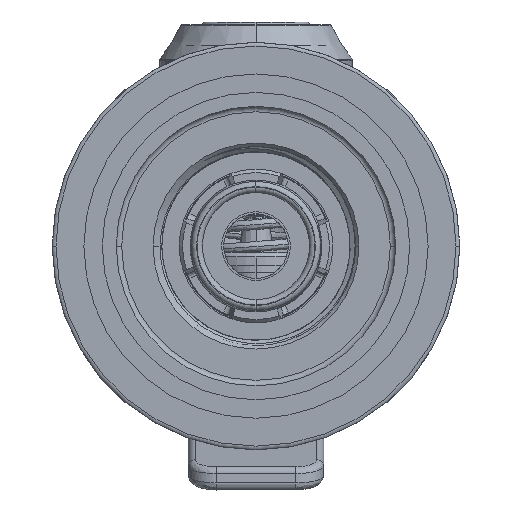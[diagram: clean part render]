
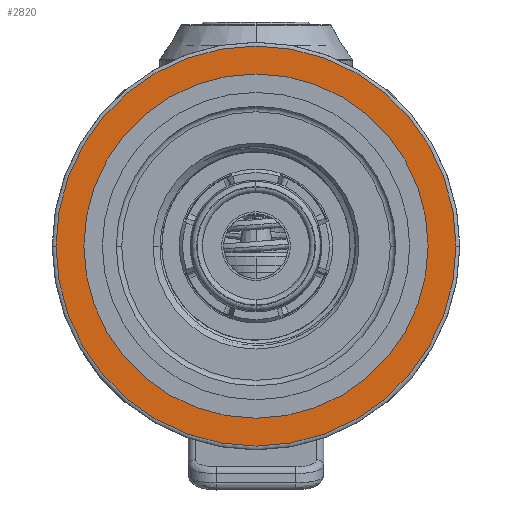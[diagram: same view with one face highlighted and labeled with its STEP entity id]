
A CAD part, front view. The second image highlights one B-rep face of the part: STEP entity #2820.
In plain terms, the highlighted planar face has unit normal (0, -1, 0).
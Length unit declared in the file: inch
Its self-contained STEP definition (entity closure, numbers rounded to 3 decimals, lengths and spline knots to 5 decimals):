
#966=CARTESIAN_POINT('',(0.,0.,0.));
#967=DIRECTION('',(0.,-1.,0.));
#968=DIRECTION('',(0.,0.,1.));
#969=AXIS2_PLACEMENT_3D('',#966,#967,#968);
#971=CARTESIAN_POINT('',(0.,0.,0.));
#972=DIRECTION('',(0.,-1.,0.));
#973=DIRECTION('',(0.,0.,-1.));
#974=AXIS2_PLACEMENT_3D('',#971,#972,#973);
#976=CARTESIAN_POINT('',(0.,0.,0.));
#977=DIRECTION('',(0.,1.,0.));
#978=DIRECTION('',(1.,0.,0.));
#979=AXIS2_PLACEMENT_3D('',#976,#977,#978);
#981=CARTESIAN_POINT('',(0.,0.,0.));
#982=DIRECTION('',(0.,1.,0.));
#983=DIRECTION('',(-1.,0.,0.));
#984=AXIS2_PLACEMENT_3D('',#981,#982,#983);
#1394=CARTESIAN_POINT('',(0.,0.,0.9795));
#1395=CARTESIAN_POINT('',(0.,0.,-0.9795));
#1396=VERTEX_POINT('',#1394);
#1397=VERTEX_POINT('',#1395);
#1417=CARTESIAN_POINT('',(1.13812,0.,0.));
#1418=CARTESIAN_POINT('',(-1.13812,0.,0.));
#1419=VERTEX_POINT('',#1417);
#1420=VERTEX_POINT('',#1418);
#2803=CARTESIAN_POINT('',(0.,0.,0.));
#2804=DIRECTION('',(0.,-1.,0.));
#2805=DIRECTION('',(-1.,0.,0.));
#2806=AXIS2_PLACEMENT_3D('',#2803,#2804,#2805);
#2807=PLANE('',#2806);
#2809=ORIENTED_EDGE('',*,*,#2808,.T.);
#2811=ORIENTED_EDGE('',*,*,#2810,.T.);
#2812=EDGE_LOOP('',(#2809,#2811));
#2813=FACE_OUTER_BOUND('',#2812,.F.);
#2815=ORIENTED_EDGE('',*,*,#2814,.T.);
#2817=ORIENTED_EDGE('',*,*,#2816,.T.);
#2818=EDGE_LOOP('',(#2815,#2817));
#2819=FACE_BOUND('',#2818,.F.);
#2820=ADVANCED_FACE('',(#2813,#2819),#2807,.T.);
#970=CIRCLE('',#969,0.9795);
#975=CIRCLE('',#974,0.9795);
#980=CIRCLE('',#979,1.13812);
#985=CIRCLE('',#984,1.13812);
#2808=EDGE_CURVE('',#1419,#1420,#980,.T.);
#2810=EDGE_CURVE('',#1420,#1419,#985,.T.);
#2814=EDGE_CURVE('',#1396,#1397,#970,.T.);
#2816=EDGE_CURVE('',#1397,#1396,#975,.T.);
